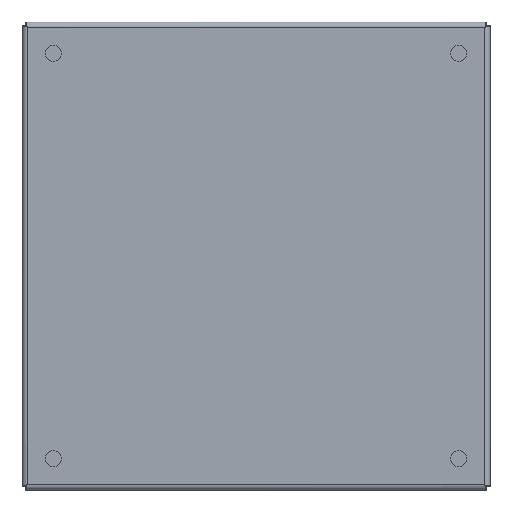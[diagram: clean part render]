
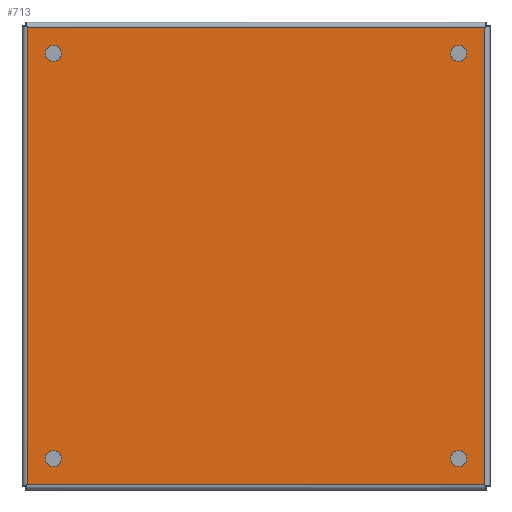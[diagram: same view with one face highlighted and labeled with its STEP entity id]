
A CAD part, front view. The second image highlights one B-rep face of the part: STEP entity #713.
In plain terms, the highlighted planar face has unit normal (0, -1, 0).
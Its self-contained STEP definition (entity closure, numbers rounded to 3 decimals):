
#713 = ADVANCED_FACE( '', ( #1439, #1440, #1441, #1442, #1443 ), #1444, .T. );
#1439 = FACE_BOUND( '', #2455, .T. );
#1440 = FACE_BOUND( '', #2456, .T. );
#1441 = FACE_BOUND( '', #2457, .T. );
#1442 = FACE_BOUND( '', #2458, .T. );
#1443 = FACE_OUTER_BOUND( '', #2459, .T. );
#1444 = PLANE( '', #2460 );
#2455 = EDGE_LOOP( '', ( #4089 ) );
#2456 = EDGE_LOOP( '', ( #4090 ) );
#2457 = EDGE_LOOP( '', ( #4091 ) );
#2458 = EDGE_LOOP( '', ( #4092 ) );
#2459 = EDGE_LOOP( '', ( #4093, #4094, #4095, #4096 ) );
#2460 = AXIS2_PLACEMENT_3D( '', #4097, #4098, #4099 );
#4089 = ORIENTED_EDGE( '', *, *, #5096, .T. );
#4090 = ORIENTED_EDGE( '', *, *, #4867, .T. );
#4091 = ORIENTED_EDGE( '', *, *, #5078, .T. );
#4092 = ORIENTED_EDGE( '', *, *, #4985, .T. );
#4093 = ORIENTED_EDGE( '', *, *, #5097, .T. );
#4094 = ORIENTED_EDGE( '', *, *, #5098, .F. );
#4095 = ORIENTED_EDGE( '', *, *, #4840, .F. );
#4096 = ORIENTED_EDGE( '', *, *, #4855, .F. );
#4097 = CARTESIAN_POINT( '', ( 0., 0., 0. ) );
#4098 = DIRECTION( '', ( 0., -1., 0. ) );
#4099 = DIRECTION( '', ( 0., 0., -1. ) );
#4840 = EDGE_CURVE( '', #5336, #5790, #5791, .T. );
#4855 = EDGE_CURVE( '', #5603, #5336, #5813, .T. );
#4867 = EDGE_CURVE( '', #5832, #5832, #5833, .T. );
#4985 = EDGE_CURVE( '', #5985, #5985, #5986, .T. );
#5078 = EDGE_CURVE( '', #6095, #6095, #6096, .T. );
#5096 = EDGE_CURVE( '', #6116, #6116, #6117, .T. );
#5097 = EDGE_CURVE( '', #5603, #5479, #6118, .T. );
#5098 = EDGE_CURVE( '', #5790, #5479, #6119, .T. );
#5336 = VERTEX_POINT( '', #6507 );
#5479 = VERTEX_POINT( '', #6729 );
#5603 = VERTEX_POINT( '', #6925 );
#5790 = VERTEX_POINT( '', #7236 );
#5791 = LINE( '', #7237, #7238 );
#5813 = LINE( '', #7278, #7279 );
#5832 = VERTEX_POINT( '', #7304 );
#5833 = CIRCLE( '', #7305, 3.683 );
#5985 = VERTEX_POINT( '', #7609 );
#5986 = CIRCLE( '', #7610, 3.683 );
#6095 = VERTEX_POINT( '', #7780 );
#6096 = CIRCLE( '', #7781, 3.683 );
#6116 = VERTEX_POINT( '', #7808 );
#6117 = CIRCLE( '', #7809, 3.683 );
#6118 = LINE( '', #7810, #7811 );
#6119 = LINE( '', #7812, #7813 );
#6507 = CARTESIAN_POINT( '', ( 103.962, 0., -103.962 ) );
#6729 = CARTESIAN_POINT( '', ( -103.962, 0., 103.962 ) );
#6925 = CARTESIAN_POINT( '', ( 103.962, 0., 103.962 ) );
#7236 = CARTESIAN_POINT( '', ( -103.962, 0., -103.962 ) );
#7237 = CARTESIAN_POINT( '', ( 103.962, 0., -103.962 ) );
#7238 = VECTOR( '', #8303, 1000. );
#7278 = CARTESIAN_POINT( '', ( 103.962, 0., 103.962 ) );
#7279 = VECTOR( '', #8313, 1000. );
#7304 = CARTESIAN_POINT( '', ( 95.758, 0., -92.075 ) );
#7305 = AXIS2_PLACEMENT_3D( '', #8326, #8327, #8328 );
#7609 = CARTESIAN_POINT( '', ( -88.392, 0., -92.075 ) );
#7610 = AXIS2_PLACEMENT_3D( '', #8432, #8433, #8434 );
#7780 = CARTESIAN_POINT( '', ( -88.392, 0., 92.075 ) );
#7781 = AXIS2_PLACEMENT_3D( '', #8514, #8515, #8516 );
#7808 = CARTESIAN_POINT( '', ( 95.758, 0., 92.075 ) );
#7809 = AXIS2_PLACEMENT_3D( '', #8530, #8531, #8532 );
#7810 = CARTESIAN_POINT( '', ( -103.962, 0., 103.962 ) );
#7811 = VECTOR( '', #8533, 1000. );
#7812 = CARTESIAN_POINT( '', ( -103.962, 0., -103.962 ) );
#7813 = VECTOR( '', #8534, 1000. );
#8303 = DIRECTION( '', ( -1., 0., 0. ) );
#8313 = DIRECTION( '', ( 0., 0., -1. ) );
#8326 = CARTESIAN_POINT( '', ( 92.075, 0., -92.075 ) );
#8327 = DIRECTION( '', ( 0., 1., 0. ) );
#8328 = DIRECTION( '', ( 1., 0., 0. ) );
#8432 = CARTESIAN_POINT( '', ( -92.075, 0., -92.075 ) );
#8433 = DIRECTION( '', ( 0., 1., 0. ) );
#8434 = DIRECTION( '', ( 1., 0., 0. ) );
#8514 = CARTESIAN_POINT( '', ( -92.075, 0., 92.075 ) );
#8515 = DIRECTION( '', ( 0., 1., 0. ) );
#8516 = DIRECTION( '', ( 1., 0., 0. ) );
#8530 = CARTESIAN_POINT( '', ( 92.075, 0., 92.075 ) );
#8531 = DIRECTION( '', ( 0., 1., 0. ) );
#8532 = DIRECTION( '', ( 1., 0., 0. ) );
#8533 = DIRECTION( '', ( -1., 0., 0. ) );
#8534 = DIRECTION( '', ( 0., 0., 1. ) );
